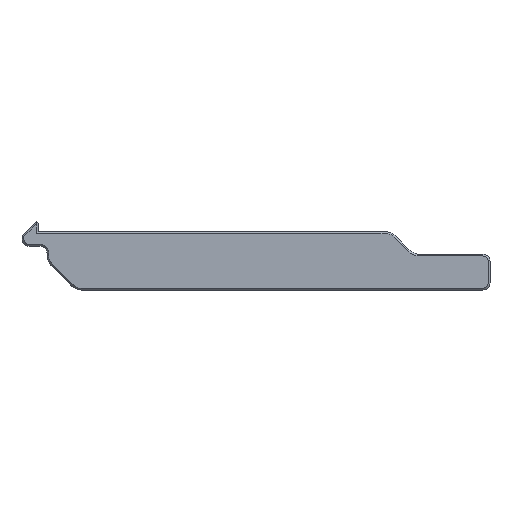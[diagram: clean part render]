
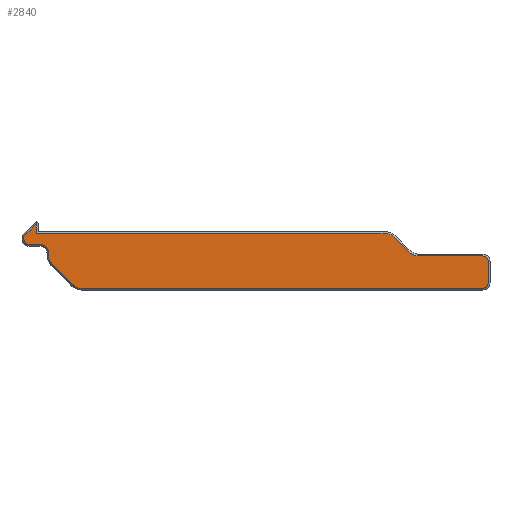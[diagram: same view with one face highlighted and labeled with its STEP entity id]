
A CAD part, front view. The second image highlights one B-rep face of the part: STEP entity #2840.
In plain terms, the highlighted planar face has unit normal (0, -1, 0).
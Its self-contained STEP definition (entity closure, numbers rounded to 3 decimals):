
#120=CIRCLE('',#3054,1.2);
#122=CIRCLE('',#3058,2.);
#124=CIRCLE('',#3062,2.6);
#126=CIRCLE('',#3066,2.6);
#128=CIRCLE('',#3070,1.2);
#130=CIRCLE('',#3074,1.2);
#132=CIRCLE('',#3078,3.4);
#134=CIRCLE('',#3082,2.6);
#304=FACE_OUTER_BOUND('',#470,.T.);
#470=EDGE_LOOP('',(#2337,#2338,#2339,#2340,#2341,#2342,#2343,#2344,#2345,
#2346,#2347,#2348,#2349,#2350,#2351,#2352,#2353,#2354,#2355));
#680=LINE('',#4450,#990);
#684=LINE('',#4459,#994);
#688=LINE('',#4471,#998);
#692=LINE('',#4483,#1002);
#697=LINE('',#4496,#1007);
#700=LINE('',#4507,#1010);
#704=LINE('',#4519,#1014);
#708=LINE('',#4531,#1018);
#713=LINE('',#4544,#1023);
#715=LINE('',#4552,#1025);
#717=LINE('',#4555,#1027);
#990=VECTOR('',#3610,10.);
#994=VECTOR('',#3616,10.);
#998=VECTOR('',#3628,10.);
#1002=VECTOR('',#3640,10.);
#1007=VECTOR('',#3653,10.);
#1010=VECTOR('',#3664,10.);
#1014=VECTOR('',#3676,10.);
#1018=VECTOR('',#3688,10.);
#1023=VECTOR('',#3701,10.);
#1025=VECTOR('',#3711,10.);
#1027=VECTOR('',#3715,10.);
#1272=VERTEX_POINT('',#4447);
#1273=VERTEX_POINT('',#4449);
#1276=VERTEX_POINT('',#4456);
#1277=VERTEX_POINT('',#4458);
#1279=VERTEX_POINT('',#4464);
#1281=VERTEX_POINT('',#4469);
#1283=VERTEX_POINT('',#4476);
#1285=VERTEX_POINT('',#4481);
#1287=VERTEX_POINT('',#4488);
#1289=VERTEX_POINT('',#4494);
#1291=VERTEX_POINT('',#4500);
#1293=VERTEX_POINT('',#4505);
#1295=VERTEX_POINT('',#4512);
#1297=VERTEX_POINT('',#4517);
#1299=VERTEX_POINT('',#4524);
#1301=VERTEX_POINT('',#4529);
#1303=VERTEX_POINT('',#4536);
#1305=VERTEX_POINT('',#4542);
#1307=VERTEX_POINT('',#4548);
#1604=EDGE_CURVE('',#1272,#1273,#680,.T.);
#1608=EDGE_CURVE('',#1276,#1277,#684,.T.);
#1612=EDGE_CURVE('',#1279,#1276,#120,.T.);
#1614=EDGE_CURVE('',#1281,#1279,#688,.T.);
#1618=EDGE_CURVE('',#1283,#1281,#122,.T.);
#1620=EDGE_CURVE('',#1285,#1283,#692,.T.);
#1624=EDGE_CURVE('',#1287,#1285,#124,.T.);
#1627=EDGE_CURVE('',#1289,#1287,#697,.T.);
#1630=EDGE_CURVE('',#1291,#1289,#126,.T.);
#1632=EDGE_CURVE('',#1293,#1291,#700,.T.);
#1636=EDGE_CURVE('',#1295,#1293,#128,.T.);
#1638=EDGE_CURVE('',#1297,#1295,#704,.T.);
#1642=EDGE_CURVE('',#1299,#1297,#130,.T.);
#1644=EDGE_CURVE('',#1301,#1299,#708,.T.);
#1648=EDGE_CURVE('',#1303,#1301,#132,.T.);
#1651=EDGE_CURVE('',#1305,#1303,#713,.T.);
#1654=EDGE_CURVE('',#1307,#1305,#134,.T.);
#1655=EDGE_CURVE('',#1273,#1307,#715,.T.);
#1657=EDGE_CURVE('',#1277,#1272,#717,.T.);
#2337=ORIENTED_EDGE('',*,*,#1608,.F.);
#2338=ORIENTED_EDGE('',*,*,#1612,.F.);
#2339=ORIENTED_EDGE('',*,*,#1614,.F.);
#2340=ORIENTED_EDGE('',*,*,#1618,.F.);
#2341=ORIENTED_EDGE('',*,*,#1620,.F.);
#2342=ORIENTED_EDGE('',*,*,#1624,.F.);
#2343=ORIENTED_EDGE('',*,*,#1627,.F.);
#2344=ORIENTED_EDGE('',*,*,#1630,.F.);
#2345=ORIENTED_EDGE('',*,*,#1632,.F.);
#2346=ORIENTED_EDGE('',*,*,#1636,.F.);
#2347=ORIENTED_EDGE('',*,*,#1638,.F.);
#2348=ORIENTED_EDGE('',*,*,#1642,.F.);
#2349=ORIENTED_EDGE('',*,*,#1644,.F.);
#2350=ORIENTED_EDGE('',*,*,#1648,.F.);
#2351=ORIENTED_EDGE('',*,*,#1651,.F.);
#2352=ORIENTED_EDGE('',*,*,#1654,.F.);
#2353=ORIENTED_EDGE('',*,*,#1655,.F.);
#2354=ORIENTED_EDGE('',*,*,#1604,.F.);
#2355=ORIENTED_EDGE('',*,*,#1657,.F.);
#2694=PLANE('',#3103);
#2840=ADVANCED_FACE('',(#304),#2694,.T.);
#3054=AXIS2_PLACEMENT_3D('',#4466,#3623,#3624);
#3058=AXIS2_PLACEMENT_3D('',#4478,#3635,#3636);
#3062=AXIS2_PLACEMENT_3D('',#4490,#3647,#3648);
#3066=AXIS2_PLACEMENT_3D('',#4502,#3659,#3660);
#3070=AXIS2_PLACEMENT_3D('',#4514,#3671,#3672);
#3074=AXIS2_PLACEMENT_3D('',#4526,#3683,#3684);
#3078=AXIS2_PLACEMENT_3D('',#4538,#3695,#3696);
#3082=AXIS2_PLACEMENT_3D('',#4550,#3707,#3708);
#3103=AXIS2_PLACEMENT_3D('',#4605,#3770,#3771);
#3610=DIRECTION('',(0.,0.,-1.));
#3616=DIRECTION('',(0.,0.,1.));
#3623=DIRECTION('center_axis',(0.,1.,0.));
#3624=DIRECTION('ref_axis',(-0.707,0.,-0.707));
#3628=DIRECTION('',(-1.,0.,0.));
#3635=DIRECTION('center_axis',(0.,-1.,0.));
#3636=DIRECTION('ref_axis',(0.707,0.,0.707));
#3640=DIRECTION('',(0.,0.,1.));
#3647=DIRECTION('center_axis',(0.,1.,0.));
#3648=DIRECTION('ref_axis',(-0.924,0.,-0.383));
#3653=DIRECTION('',(-0.707,0.,0.707));
#3659=DIRECTION('center_axis',(0.,1.,0.));
#3660=DIRECTION('ref_axis',(-0.383,0.,-0.924));
#3664=DIRECTION('',(-1.,0.,0.));
#3671=DIRECTION('center_axis',(0.,1.,0.));
#3672=DIRECTION('ref_axis',(0.707,0.,-0.707));
#3676=DIRECTION('',(0.,0.,-1.));
#3683=DIRECTION('center_axis',(0.,1.,0.));
#3684=DIRECTION('ref_axis',(0.707,0.,0.707));
#3688=DIRECTION('',(1.,0.,0.));
#3695=DIRECTION('center_axis',(0.,-1.,0.));
#3696=DIRECTION('ref_axis',(-0.383,0.,-0.924));
#3701=DIRECTION('',(0.707,0.,-0.707));
#3707=DIRECTION('center_axis',(0.,1.,0.));
#3708=DIRECTION('ref_axis',(0.383,0.,0.924));
#3711=DIRECTION('',(1.,0.,0.));
#3715=DIRECTION('',(0.707,0.,0.707));
#3770=DIRECTION('center_axis',(0.,-1.,0.));
#3771=DIRECTION('ref_axis',(1.,0.,0.));
#4447=CARTESIAN_POINT('',(-45.8,-6.,13.8));
#4449=CARTESIAN_POINT('',(-45.8,-6.,11.6));
#4450=CARTESIAN_POINT('',(-45.8,-6.,10.2));
#4456=CARTESIAN_POINT('',(-48.6,-6.,10.4));
#4458=CARTESIAN_POINT('',(-48.6,-6.,11.));
#4459=CARTESIAN_POINT('',(-48.6,-6.,7.7));
#4464=CARTESIAN_POINT('',(-47.4,-6.,9.2));
#4466=CARTESIAN_POINT('Origin',(-47.4,-6.,10.4));
#4469=CARTESIAN_POINT('',(-45.,-6.,9.2));
#4471=CARTESIAN_POINT('',(-20.05,-6.,9.2));
#4476=CARTESIAN_POINT('',(-43.,-6.,7.2));
#4478=CARTESIAN_POINT('Origin',(-45.,-6.,7.2));
#4481=CARTESIAN_POINT('',(-43.,-6.,6.643));
#4483=CARTESIAN_POINT('',(-43.,-6.,2.8));
#4488=CARTESIAN_POINT('',(-42.238,-6.,4.804));
#4490=CARTESIAN_POINT('Origin',(-40.4,-6.,6.643));
#4494=CARTESIAN_POINT('',(-37.596,-6.,0.162));
#4496=CARTESIAN_POINT('',(-30.142,-6.,-7.292));
#4500=CARTESIAN_POINT('',(-35.757,-6.,-0.6));
#4502=CARTESIAN_POINT('Origin',(-35.757,-6.,2.));
#4505=CARTESIAN_POINT('',(54.,-6.,-0.6));
#4507=CARTESIAN_POINT('',(29.45,-6.,-0.6));
#4512=CARTESIAN_POINT('',(55.2,-6.,0.6));
#4514=CARTESIAN_POINT('Origin',(54.,-6.,0.6));
#4517=CARTESIAN_POINT('',(55.2,-6.,5.4));
#4519=CARTESIAN_POINT('',(55.2,-6.,6.8));
#4524=CARTESIAN_POINT('',(54.,-6.,6.6));
#4526=CARTESIAN_POINT('Origin',(54.,-6.,5.4));
#4529=CARTESIAN_POINT('',(39.843,-6.,6.6));
#4531=CARTESIAN_POINT('',(20.95,-6.,6.6));
#4536=CARTESIAN_POINT('',(37.438,-6.,7.596));
#4538=CARTESIAN_POINT('Origin',(39.843,-6.,10.));
#4542=CARTESIAN_POINT('',(34.196,-6.,10.838));
#4544=CARTESIAN_POINT('',(28.342,-6.,16.692));
#4548=CARTESIAN_POINT('',(32.357,-6.,11.6));
#4550=CARTESIAN_POINT('Origin',(32.357,-6.,9.));
#4552=CARTESIAN_POINT('',(-21.05,-6.,11.6));
#4555=CARTESIAN_POINT('',(-36.784,-6.,22.816));
#4605=CARTESIAN_POINT('Origin',(3.3,-6.,6.6));
